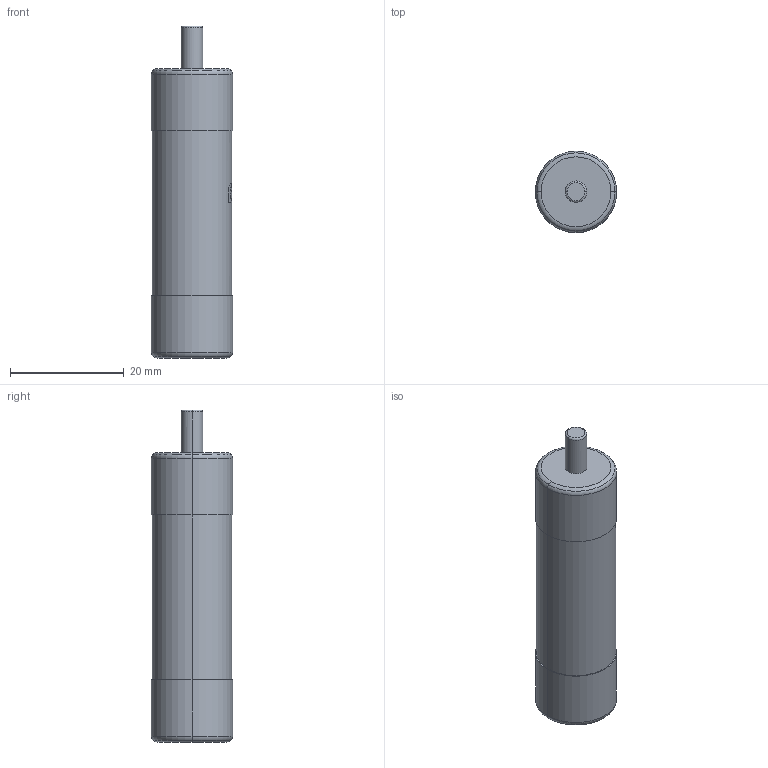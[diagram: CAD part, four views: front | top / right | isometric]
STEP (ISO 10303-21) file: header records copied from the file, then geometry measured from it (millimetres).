
FILE_DESCRIPTION((''),'2;1');
FILE_NAME('CH14X51_STRIKER_ASM','2021-01-18T',('marketing.praksa'),('Audax d.o.o.'),'CREO PARAMETRIC BY PTC INC, 2017480','CREO PARAMETRIC BY PTC INC, 2017480','');
FILE_SCHEMA(('AUTOMOTIVE_DESIGN { 1 0 10303 214 1 1 1 1 }'));
Length unit declared in the file: millimetre
Products named in the file (9): 1D2_1_1; 2E3-23_1_1; 2E3-24_1_1; 2E3-25_1_1; 375_1_1; 37D_1_1; PRODUCT_ASM_1_1_2_ASM; CH14X51_ASM_1_1_ASM; CH14X51_STRIKER_ASM
Assembly tree (8 placements, depth 4):
  CH14X51_STRIKER_ASM
    CH14X51_ASM_1_1_ASM
      PRODUCT_ASM_1_1_2_ASM
        1D2_1_1
        2E3-23_1_1
        2E3-24_1_1
        2E3-25_1_1
        375_1_1
        37D_1_1
Bounding box: 14.3 x 14.3 x 58.5 mm (x, y, z)
Volume: 8063.6 mm3; surface area: 3390.6 mm2
Topology: 6 solids, 6 shells, 130 faces, 435 edges, 320 vertices
Faces by surface type: plane 61, cylinder 59, torus 10
Entity records: 8096 total; most frequent: CARTESIAN_POINT 1380, ORIENTED_EDGE 870, DIRECTION 779, PRESENTATION_STYLE_ASSIGNMENT 571, STYLED_ITEM 571, CURVE_STYLE 435, EDGE_CURVE 435, VERTEX_POINT 320
